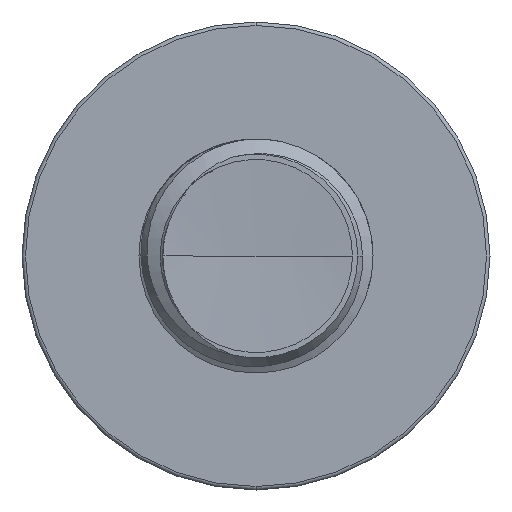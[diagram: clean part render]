
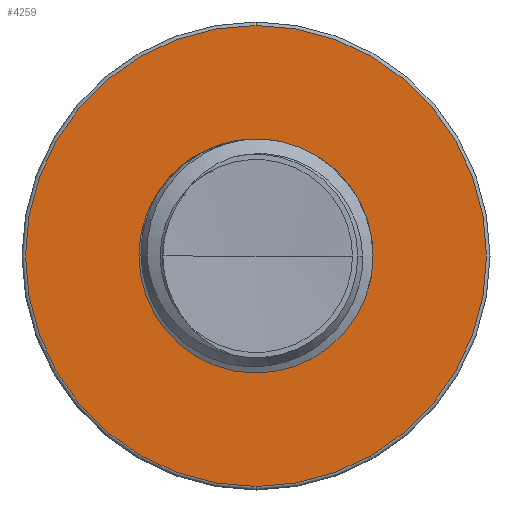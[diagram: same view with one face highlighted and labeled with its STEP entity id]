
A CAD part, front view. The second image highlights one B-rep face of the part: STEP entity #4259.
In plain terms, the highlighted planar face has unit normal (0, -1, 0).
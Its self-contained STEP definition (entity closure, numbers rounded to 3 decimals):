
#249 = ORIENTED_EDGE ( 'NONE', *, *, #9147, .T. ) ;
#300 = CARTESIAN_POINT ( 'NONE',  ( 0., 4., -2.923 ) ) ;
#596 = EDGE_LOOP ( 'NONE', ( #9286, #249 ) ) ;
#614 = ORIENTED_EDGE ( 'NONE', *, *, #3739, .F. ) ;
#1254 = CARTESIAN_POINT ( 'NONE',  ( 0., 4., 5.91 ) ) ;
#1295 = FACE_OUTER_BOUND ( 'NONE', #596, .T. ) ;
#1534 = CIRCLE ( 'NONE', #1663, 2.923 ) ;
#1606 = EDGE_CURVE ( 'NONE', #4886, #6790, #1534, .T. ) ;
#1663 = AXIS2_PLACEMENT_3D ( 'NONE', #9582, #2539, #10729 ) ;
#2539 = DIRECTION ( 'NONE',  ( 0., -1., 0. ) ) ;
#2708 = VERTEX_POINT ( 'NONE', #1254 ) ;
#3142 = CARTESIAN_POINT ( 'NONE',  ( 0., 4., 2.923 ) ) ;
#3213 = PLANE ( 'NONE',  #11488 ) ;
#3384 = DIRECTION ( 'NONE',  ( 0., -1., 0. ) ) ;
#3396 = AXIS2_PLACEMENT_3D ( 'NONE', #10326, #3384, #11459 ) ;
#3731 = CARTESIAN_POINT ( 'NONE',  ( 0., 4., 0. ) ) ;
#3739 = EDGE_CURVE ( 'NONE', #6790, #4886, #8795, .T. ) ;
#4091 = EDGE_LOOP ( 'NONE', ( #6559, #614 ) ) ;
#4259 = ADVANCED_FACE ( 'NONE', ( #1295, #7168 ), #3213, .T. ) ;
#4428 = DIRECTION ( 'NONE',  ( 0., 0., -1. ) ) ;
#4856 = CIRCLE ( 'NONE', #3396, 5.91 ) ;
#4886 = VERTEX_POINT ( 'NONE', #300 ) ;
#4915 = DIRECTION ( 'NONE',  ( 0., 0., -1. ) ) ;
#5288 = CARTESIAN_POINT ( 'NONE',  ( 0., 4., 0. ) ) ;
#5529 = CARTESIAN_POINT ( 'NONE',  ( 0., 4., -5.91 ) ) ;
#6392 = DIRECTION ( 'NONE',  ( 0., 0., -1. ) ) ;
#6559 = ORIENTED_EDGE ( 'NONE', *, *, #1606, .F. ) ;
#6790 = VERTEX_POINT ( 'NONE', #3142 ) ;
#6927 = VERTEX_POINT ( 'NONE', #5529 ) ;
#7168 = FACE_BOUND ( 'NONE', #4091, .T. ) ;
#7754 = DIRECTION ( 'NONE',  ( 0., -1., 0. ) ) ;
#8795 = CIRCLE ( 'NONE', #10049, 2.923 ) ;
#8959 = CARTESIAN_POINT ( 'NONE',  ( 0., 4., 2.923 ) ) ;
#9147 = EDGE_CURVE ( 'NONE', #2708, #6927, #13430, .T. ) ;
#9286 = ORIENTED_EDGE ( 'NONE', *, *, #9652, .T. ) ;
#9582 = CARTESIAN_POINT ( 'NONE',  ( 0., 4., 0. ) ) ;
#9652 = EDGE_CURVE ( 'NONE', #6927, #2708, #4856, .T. ) ;
#10049 = AXIS2_PLACEMENT_3D ( 'NONE', #5288, #13262, #6392 ) ;
#10326 = CARTESIAN_POINT ( 'NONE',  ( 0., 4., 0. ) ) ;
#10729 = DIRECTION ( 'NONE',  ( 0., 0., -1. ) ) ;
#11459 = DIRECTION ( 'NONE',  ( 0., 0., -1. ) ) ;
#11488 = AXIS2_PLACEMENT_3D ( 'NONE', #8959, #7754, #4428 ) ;
#11703 = AXIS2_PLACEMENT_3D ( 'NONE', #3731, #11763, #4915 ) ;
#11763 = DIRECTION ( 'NONE',  ( 0., -1., 0. ) ) ;
#13262 = DIRECTION ( 'NONE',  ( 0., -1., 0. ) ) ;
#13430 = CIRCLE ( 'NONE', #11703, 5.91 ) ;
